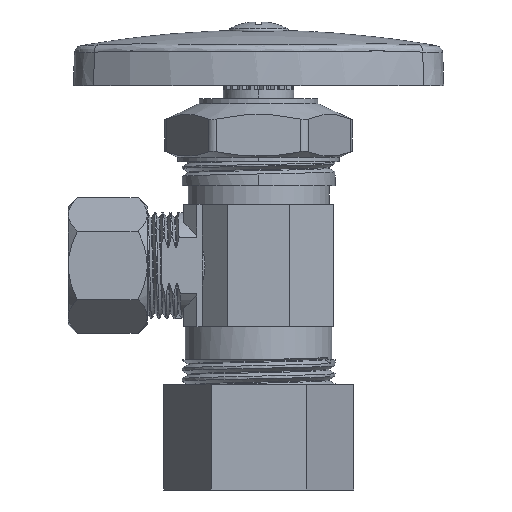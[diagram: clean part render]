
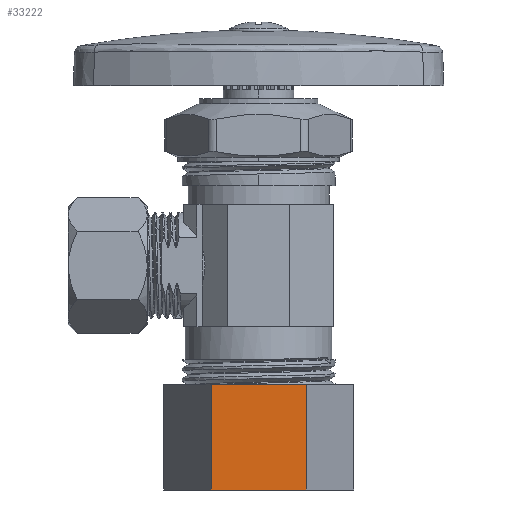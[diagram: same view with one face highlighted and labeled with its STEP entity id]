
A CAD part, left-side view. The second image highlights one B-rep face of the part: STEP entity #33222.
In plain terms, the highlighted planar face has unit normal (-1, 0, 0).
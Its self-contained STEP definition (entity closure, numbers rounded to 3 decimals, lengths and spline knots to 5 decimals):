
#31567=DIRECTION('',(0.,1.,0.));
#31568=VECTOR('',#31567,0.50518);
#31569=CARTESIAN_POINT('',(-0.4375,-0.25259,-1.1925));
#31570=LINE('',#31569,#31568);
#31571=DIRECTION('',(0.,0.,1.));
#31572=VECTOR('',#31571,0.5625);
#31573=CARTESIAN_POINT('',(-0.4375,0.25259,-1.1925));
#31574=LINE('',#31573,#31572);
#31575=DIRECTION('',(0.,-1.,0.));
#31576=VECTOR('',#31575,0.50518);
#31577=CARTESIAN_POINT('',(-0.4375,0.25259,-0.63));
#31578=LINE('',#31577,#31576);
#31579=DIRECTION('',(0.,0.,1.));
#31580=VECTOR('',#31579,0.5625);
#31581=CARTESIAN_POINT('',(-0.4375,-0.25259,-1.1925));
#31582=LINE('',#31581,#31580);
#33112=CARTESIAN_POINT('',(-0.4375,-0.25259,-0.63));
#33113=VERTEX_POINT('',#33112);
#33140=CARTESIAN_POINT('',(-0.4375,0.25259,-1.1925));
#33141=VERTEX_POINT('',#33140);
#33146=CARTESIAN_POINT('',(-0.4375,0.25259,-0.63));
#33147=VERTEX_POINT('',#33146);
#33148=CARTESIAN_POINT('',(-0.4375,-0.25259,-1.1925));
#33149=VERTEX_POINT('',#33148);
#33209=CARTESIAN_POINT('',(-0.4375,0.,-0.91125));
#33210=DIRECTION('',(1.,0.,0.));
#33211=DIRECTION('',(0.,-1.,0.));
#33212=AXIS2_PLACEMENT_3D('',#33209,#33210,#33211);
#33213=PLANE('',#33212);
#33214=ORIENTED_EDGE('',*,*,#33167,.T.);
#33216=ORIENTED_EDGE('',*,*,#33215,.T.);
#33218=ORIENTED_EDGE('',*,*,#33217,.T.);
#33219=ORIENTED_EDGE('',*,*,#33201,.F.);
#33220=EDGE_LOOP('',(#33214,#33216,#33218,#33219));
#33221=FACE_OUTER_BOUND('',#33220,.F.);
#33222=ADVANCED_FACE('',(#33221),#33213,.F.);
#33167=EDGE_CURVE('',#33149,#33141,#31570,.T.);
#33201=EDGE_CURVE('',#33149,#33113,#31582,.T.);
#33215=EDGE_CURVE('',#33141,#33147,#31574,.T.);
#33217=EDGE_CURVE('',#33147,#33113,#31578,.T.);
